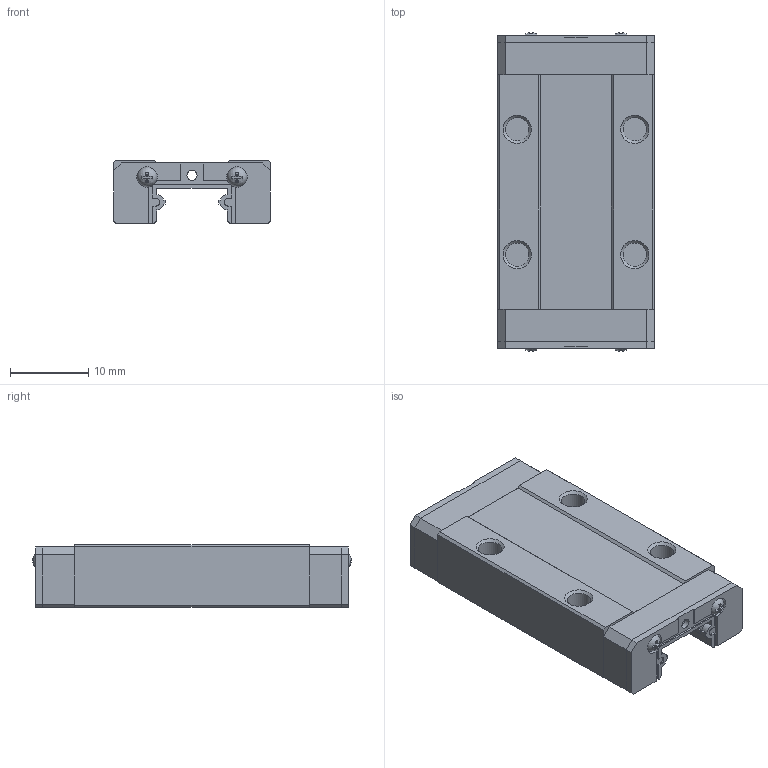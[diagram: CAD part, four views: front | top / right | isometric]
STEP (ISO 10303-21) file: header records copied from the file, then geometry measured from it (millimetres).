
FILE_DESCRIPTION(/* description */ ('STEP AP242','CAx-IF Rec.Pracs.---Representation and Presentation of Product Manufacturing Information (PMI)---4.0---2014-10-13','CAx-IF Rec.Pracs.---3D Tessellated Geometry---0.4---2014-09-14','2;1'),/* implementation_level */ '2;1');
FILE_NAME(/* name */ '63ef652c6a6e6b34e6e9ad71',/* time_stamp */ '2023-02-17T11:29:50+00:00',/* author */ (''),/* organization */ (''),/* preprocessor_version */ 'ST-DEVELOPER v18.102',/* originating_system */ ' ',/* authorisation */ ' ');
FILE_SCHEMA (('AP242_MANAGED_MODEL_BASED_3D_ENGINEERING_MIM_LF { 1 0 10303 442 1 1 4 }'));
Length unit declared in the file: metre
Products named in the file (9): id2; id5; id8; id11; id14; id17; id20; id23; id26
Bounding box: 20 x 40.67 x 8 mm (x, y, z)
Volume: 4571.8 mm3; surface area: 4145.7 mm2
Topology: 9 solids, 9 shells, 269 faces, 757 edges, 502 vertices
Faces by surface type: plane 224, cylinder 37, cone 4, sphere 4
Full cylindrical faces by diameter (mm): 1.288 x5, 2.603 x4, 3 x4
Entity records: 8626 total; most frequent: CARTESIAN_POINT 1488, ORIENTED_EDGE 1440, DIRECTION 1418, EDGE_CURVE 720, LINE 578, VECTOR 578, VERTEX_POINT 490, AXIS2_PLACEMENT_3D 420
